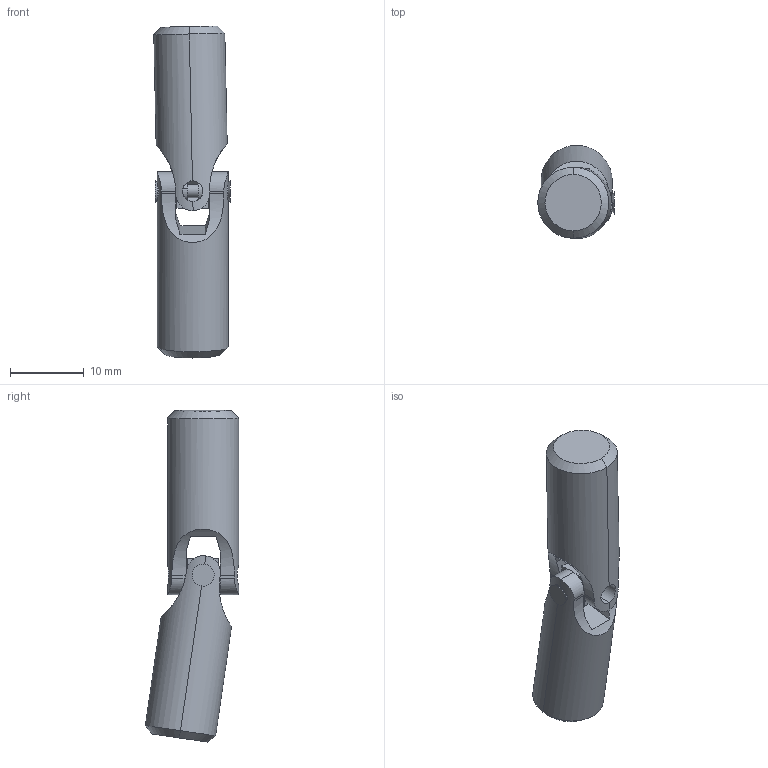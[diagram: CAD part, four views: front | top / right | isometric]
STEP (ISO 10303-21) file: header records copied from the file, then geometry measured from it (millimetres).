
FILE_DESCRIPTION((''),'2;1');
FILE_NAME('D-1_ASM','2013-05-02T',('ppetruska'),(''),'PRO/ENGINEER BY PARAMETRIC TECHNOLOGY CORPORATION, 2012480','PRO/ENGINEER BY PARAMETRIC TECHNOLOGY CORPORATION, 2012480','');
FILE_SCHEMA(('CONFIG_CONTROL_DESIGN'));
Length unit declared in the file: millimetre
Products named in the file (6): D-1-MAIN_PIN_; D-1-BLOCK; D-1-RIVET_PIN; D-1-YOKE; D-1-HALF_PIN; D-1_ASM
Assembly tree (7 placements, depth 2):
  D-1_ASM
    D-1-MAIN_PIN_
    D-1-BLOCK
    D-1-RIVET_PIN
    D-1-YOKE  x2
    D-1-HALF_PIN  x2
Bounding box: 10.38 x 12.67 x 45.09 mm (x, y, z)
Volume: 2892.1 mm3; surface area: 2091 mm2
Topology: 7 solids, 7 shells, 96 faces, 230 edges, 141 vertices
Faces by surface type: cylinder 53, plane 31, cone 12
Entity records: 8735 total; most frequent: CARTESIAN_POINT 7119, DIRECTION 323, ORIENTED_EDGE 300, EDGE_CURVE 150, AXIS2_PLACEMENT_3D 128, VERTEX_POINT 91, EDGE_LOOP 71, VECTOR 67
